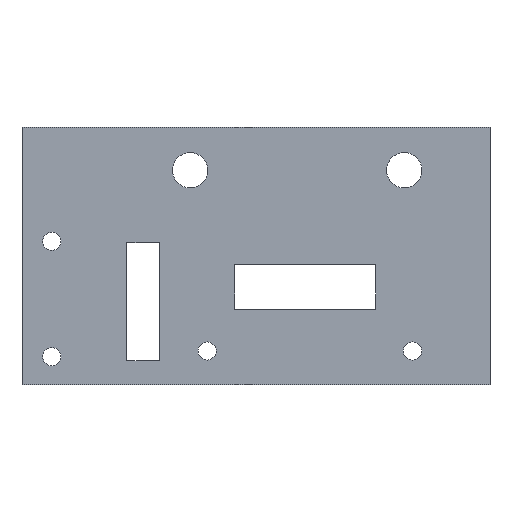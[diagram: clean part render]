
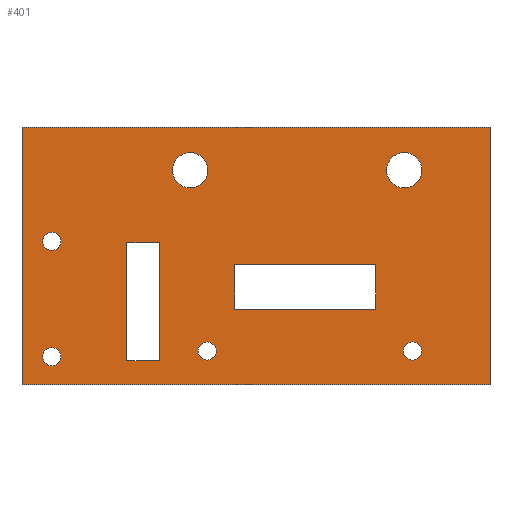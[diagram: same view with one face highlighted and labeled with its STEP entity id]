
A CAD part, front view. The second image highlights one B-rep face of the part: STEP entity #401.
In plain terms, the highlighted planar face has unit normal (0, -1, 0).
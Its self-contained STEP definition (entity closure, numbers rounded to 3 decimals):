
#21=FACE_BOUND('',#70,.T.);
#22=FACE_BOUND('',#71,.T.);
#23=FACE_BOUND('',#72,.T.);
#24=FACE_BOUND('',#73,.T.);
#25=FACE_BOUND('',#74,.T.);
#26=FACE_BOUND('',#75,.T.);
#27=FACE_BOUND('',#76,.T.);
#28=FACE_BOUND('',#77,.T.);
#37=CIRCLE('',#436,0.85);
#38=CIRCLE('',#437,1.65);
#39=CIRCLE('',#438,1.65);
#40=CIRCLE('',#439,0.85);
#41=CIRCLE('',#440,0.85);
#42=CIRCLE('',#441,0.85);
#49=FACE_OUTER_BOUND('',#69,.T.);
#69=EDGE_LOOP('',(#279,#280,#281,#282));
#70=EDGE_LOOP('',(#283));
#71=EDGE_LOOP('',(#284));
#72=EDGE_LOOP('',(#285));
#73=EDGE_LOOP('',(#286));
#74=EDGE_LOOP('',(#287,#288,#289,#290));
#75=EDGE_LOOP('',(#291,#292,#293,#294));
#76=EDGE_LOOP('',(#295));
#77=EDGE_LOOP('',(#296));
#105=LINE('',#579,#147);
#106=LINE('',#581,#148);
#107=LINE('',#583,#149);
#108=LINE('',#584,#150);
#109=LINE('',#595,#151);
#110=LINE('',#597,#152);
#111=LINE('',#599,#153);
#112=LINE('',#600,#154);
#113=LINE('',#603,#155);
#114=LINE('',#605,#156);
#115=LINE('',#607,#157);
#116=LINE('',#608,#158);
#147=VECTOR('',#471,10.);
#148=VECTOR('',#472,10.);
#149=VECTOR('',#473,10.);
#150=VECTOR('',#474,10.);
#151=VECTOR('',#483,10.);
#152=VECTOR('',#484,10.);
#153=VECTOR('',#485,10.);
#154=VECTOR('',#486,10.);
#155=VECTOR('',#487,10.);
#156=VECTOR('',#488,10.);
#157=VECTOR('',#489,10.);
#158=VECTOR('',#490,10.);
#189=VERTEX_POINT('',#577);
#190=VERTEX_POINT('',#578);
#191=VERTEX_POINT('',#580);
#192=VERTEX_POINT('',#582);
#193=VERTEX_POINT('',#585);
#194=VERTEX_POINT('',#587);
#195=VERTEX_POINT('',#589);
#196=VERTEX_POINT('',#591);
#197=VERTEX_POINT('',#593);
#198=VERTEX_POINT('',#594);
#199=VERTEX_POINT('',#596);
#200=VERTEX_POINT('',#598);
#201=VERTEX_POINT('',#601);
#202=VERTEX_POINT('',#602);
#203=VERTEX_POINT('',#604);
#204=VERTEX_POINT('',#606);
#205=VERTEX_POINT('',#609);
#206=VERTEX_POINT('',#611);
#225=EDGE_CURVE('',#189,#190,#105,.T.);
#226=EDGE_CURVE('',#190,#191,#106,.T.);
#227=EDGE_CURVE('',#191,#192,#107,.T.);
#228=EDGE_CURVE('',#192,#189,#108,.T.);
#229=EDGE_CURVE('',#193,#193,#37,.T.);
#230=EDGE_CURVE('',#194,#194,#38,.T.);
#231=EDGE_CURVE('',#195,#195,#39,.T.);
#232=EDGE_CURVE('',#196,#196,#40,.T.);
#233=EDGE_CURVE('',#197,#198,#109,.T.);
#234=EDGE_CURVE('',#198,#199,#110,.T.);
#235=EDGE_CURVE('',#199,#200,#111,.T.);
#236=EDGE_CURVE('',#200,#197,#112,.T.);
#237=EDGE_CURVE('',#201,#202,#113,.T.);
#238=EDGE_CURVE('',#202,#203,#114,.T.);
#239=EDGE_CURVE('',#203,#204,#115,.T.);
#240=EDGE_CURVE('',#204,#201,#116,.T.);
#241=EDGE_CURVE('',#205,#205,#41,.T.);
#242=EDGE_CURVE('',#206,#206,#42,.T.);
#279=ORIENTED_EDGE('',*,*,#225,.T.);
#280=ORIENTED_EDGE('',*,*,#226,.T.);
#281=ORIENTED_EDGE('',*,*,#227,.T.);
#282=ORIENTED_EDGE('',*,*,#228,.T.);
#283=ORIENTED_EDGE('',*,*,#229,.T.);
#284=ORIENTED_EDGE('',*,*,#230,.T.);
#285=ORIENTED_EDGE('',*,*,#231,.T.);
#286=ORIENTED_EDGE('',*,*,#232,.T.);
#287=ORIENTED_EDGE('',*,*,#233,.T.);
#288=ORIENTED_EDGE('',*,*,#234,.T.);
#289=ORIENTED_EDGE('',*,*,#235,.T.);
#290=ORIENTED_EDGE('',*,*,#236,.T.);
#291=ORIENTED_EDGE('',*,*,#237,.T.);
#292=ORIENTED_EDGE('',*,*,#238,.T.);
#293=ORIENTED_EDGE('',*,*,#239,.T.);
#294=ORIENTED_EDGE('',*,*,#240,.T.);
#295=ORIENTED_EDGE('',*,*,#241,.T.);
#296=ORIENTED_EDGE('',*,*,#242,.T.);
#387=PLANE('',#435);
#401=ADVANCED_FACE('',(#49,#21,#22,#23,#24,#25,#26,#27,#28),#387,.T.);
#435=AXIS2_PLACEMENT_3D('',#576,#469,#470);
#436=AXIS2_PLACEMENT_3D('',#586,#475,#476);
#437=AXIS2_PLACEMENT_3D('',#588,#477,#478);
#438=AXIS2_PLACEMENT_3D('',#590,#479,#480);
#439=AXIS2_PLACEMENT_3D('',#592,#481,#482);
#440=AXIS2_PLACEMENT_3D('',#610,#491,#492);
#441=AXIS2_PLACEMENT_3D('',#612,#493,#494);
#469=DIRECTION('center_axis',(0.,-1.,0.));
#470=DIRECTION('ref_axis',(1.,0.,0.));
#471=DIRECTION('',(0.,0.,-1.));
#472=DIRECTION('',(1.,0.,0.));
#473=DIRECTION('',(0.,0.,1.));
#474=DIRECTION('',(-1.,0.,0.));
#475=DIRECTION('center_axis',(0.,1.,0.));
#476=DIRECTION('ref_axis',(1.,0.,0.));
#477=DIRECTION('center_axis',(0.,1.,0.));
#478=DIRECTION('ref_axis',(1.,0.,0.));
#479=DIRECTION('center_axis',(0.,1.,0.));
#480=DIRECTION('ref_axis',(1.,0.,0.));
#481=DIRECTION('center_axis',(0.,1.,0.));
#482=DIRECTION('ref_axis',(1.,0.,0.));
#483=DIRECTION('',(0.,0.,-1.));
#484=DIRECTION('',(-1.,0.,0.));
#485=DIRECTION('',(0.,0.,1.));
#486=DIRECTION('',(1.,0.,0.));
#487=DIRECTION('',(0.,0.,1.));
#488=DIRECTION('',(1.,0.,0.));
#489=DIRECTION('',(0.,0.,-1.));
#490=DIRECTION('',(-1.,0.,0.));
#491=DIRECTION('center_axis',(0.,1.,0.));
#492=DIRECTION('ref_axis',(1.,0.,0.));
#493=DIRECTION('center_axis',(0.,1.,0.));
#494=DIRECTION('ref_axis',(1.,0.,0.));
#576=CARTESIAN_POINT('Origin',(2.,-2.,3.8));
#577=CARTESIAN_POINT('',(-19.85,-2.,15.8));
#578=CARTESIAN_POINT('',(-19.85,-2.,-8.2));
#579=CARTESIAN_POINT('',(-19.85,-2.,15.8));
#580=CARTESIAN_POINT('',(23.85,-2.,-8.2));
#581=CARTESIAN_POINT('',(-19.85,-2.,-8.2));
#582=CARTESIAN_POINT('',(23.85,-2.,15.8));
#583=CARTESIAN_POINT('',(23.85,-2.,-8.2));
#584=CARTESIAN_POINT('',(23.85,-2.,15.8));
#585=CARTESIAN_POINT('',(-1.713,-2.,-5.073));
#586=CARTESIAN_POINT('Origin',(-2.563,-2.,-5.073));
#587=CARTESIAN_POINT('',(17.5,-2.,11.8));
#588=CARTESIAN_POINT('Origin',(15.85,-2.,11.8));
#589=CARTESIAN_POINT('',(-2.5,-2.,11.8));
#590=CARTESIAN_POINT('Origin',(-4.15,-2.,11.8));
#591=CARTESIAN_POINT('',(17.463,-2.,-5.073));
#592=CARTESIAN_POINT('Origin',(16.613,-2.,-5.073));
#593=CARTESIAN_POINT('',(13.2,-2.,3.));
#594=CARTESIAN_POINT('',(13.2,-2.,-1.17));
#595=CARTESIAN_POINT('',(13.2,-2.,3.));
#596=CARTESIAN_POINT('',(0.,-2.,-1.17));
#597=CARTESIAN_POINT('',(13.2,-2.,-1.17));
#598=CARTESIAN_POINT('',(0.,-2.,3.));
#599=CARTESIAN_POINT('',(0.,-2.,-1.17));
#600=CARTESIAN_POINT('',(0.,-2.,3.));
#601=CARTESIAN_POINT('',(-10.067,-2.,-6.));
#602=CARTESIAN_POINT('',(-10.067,-2.,5.05));
#603=CARTESIAN_POINT('',(-10.067,-2.,-6.));
#604=CARTESIAN_POINT('',(-7.,-2.,5.05));
#605=CARTESIAN_POINT('',(-10.067,-2.,5.05));
#606=CARTESIAN_POINT('',(-7.,-2.,-6.));
#607=CARTESIAN_POINT('',(-7.,-2.,5.05));
#608=CARTESIAN_POINT('',(-7.,-2.,-6.));
#609=CARTESIAN_POINT('',(-16.213,-2.,-5.613));
#610=CARTESIAN_POINT('Origin',(-17.063,-2.,-5.613));
#611=CARTESIAN_POINT('',(-16.213,-2.,5.163));
#612=CARTESIAN_POINT('Origin',(-17.063,-2.,5.163));
